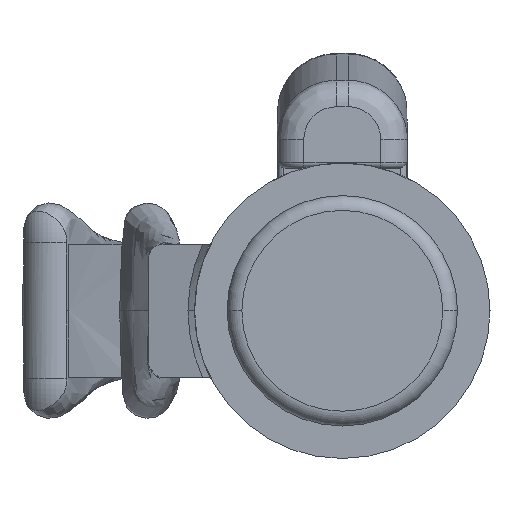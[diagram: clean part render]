
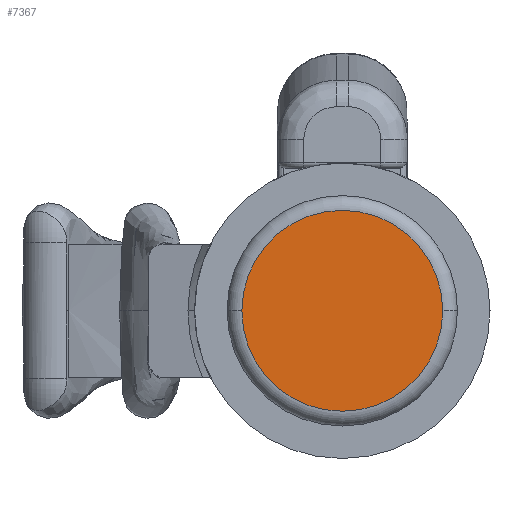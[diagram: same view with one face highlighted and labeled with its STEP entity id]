
A CAD part, front view. The second image highlights one B-rep face of the part: STEP entity #7367.
In plain terms, the highlighted planar face has unit normal (0, -1, 0).
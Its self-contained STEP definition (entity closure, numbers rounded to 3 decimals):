
#883 = FACE_OUTER_BOUND ( 'NONE', #10881, .T. ) ;
#1079 = AXIS2_PLACEMENT_3D ( 'NONE', #2166, #3503, #3400 ) ;
#1200 = VERTEX_POINT ( 'NONE', #11852 ) ;
#2140 = ORIENTED_EDGE ( 'NONE', *, *, #13485, .T. ) ;
#2166 = CARTESIAN_POINT ( 'NONE',  ( 0., -130.85, 0. ) ) ;
#2444 = PLANE ( 'NONE',  #11502 ) ;
#3211 = CIRCLE ( 'NONE', #1079, 3.4 ) ;
#3400 = DIRECTION ( 'NONE',  ( -1., 0., 0. ) ) ;
#3503 = DIRECTION ( 'NONE',  ( 0., -1., 0. ) ) ;
#6192 = DIRECTION ( 'NONE',  ( 0., 1., 0. ) ) ;
#6312 = VERTEX_POINT ( 'NONE', #7924 ) ;
#7367 = ADVANCED_FACE ( 'Defeature ausgef�hrt1_3', ( #883 ), #2444, .F. ) ;
#7460 = CIRCLE ( 'NONE', #11224, 3.4 ) ;
#7924 = CARTESIAN_POINT ( 'NONE',  ( -3.4, -130.85, 0. ) ) ;
#8985 = CARTESIAN_POINT ( 'NONE',  ( 0., -130.85, 0. ) ) ;
#10881 = EDGE_LOOP ( 'NONE', ( #14978, #2140 ) ) ;
#11224 = AXIS2_PLACEMENT_3D ( 'NONE', #15417, #12764, #16757 ) ;
#11502 = AXIS2_PLACEMENT_3D ( 'NONE', #8985, #6192, #11633 ) ;
#11633 = DIRECTION ( 'NONE',  ( -1., 0., 0. ) ) ;
#11852 = CARTESIAN_POINT ( 'NONE',  ( 3.4, -130.85, 0. ) ) ;
#12764 = DIRECTION ( 'NONE',  ( 0., -1., 0. ) ) ;
#13485 = EDGE_CURVE ( 'Defeature ausgef�hrt1_3+Defeature ausgef�hrt1_6+Defeature ausgef�hrt1_6+Defeature ausgef�hrt1_6', #1200, #6312, #3211, .T. ) ;
#14978 = ORIENTED_EDGE ( 'NONE', *, *, #15015, .T. ) ;
#15015 = EDGE_CURVE ( 'Defeature ausgef�hrt1_3+Defeature ausgef�hrt1_6+Defeature ausgef�hrt1_6+Defeature ausgef�hrt1_6', #6312, #1200, #7460, .T. ) ;
#15417 = CARTESIAN_POINT ( 'NONE',  ( 0., -130.85, 0. ) ) ;
#16757 = DIRECTION ( 'NONE',  ( -1., 0., 0. ) ) ;
